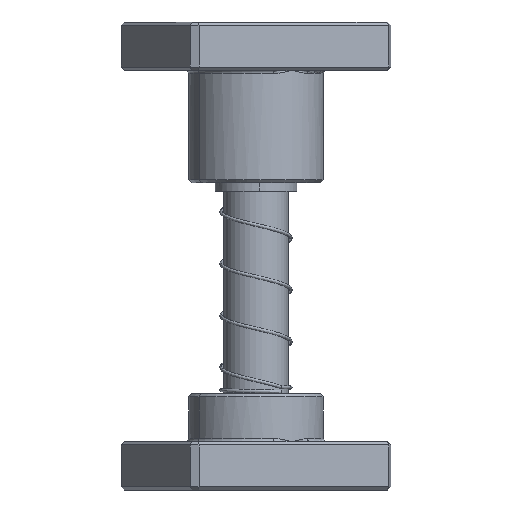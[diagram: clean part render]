
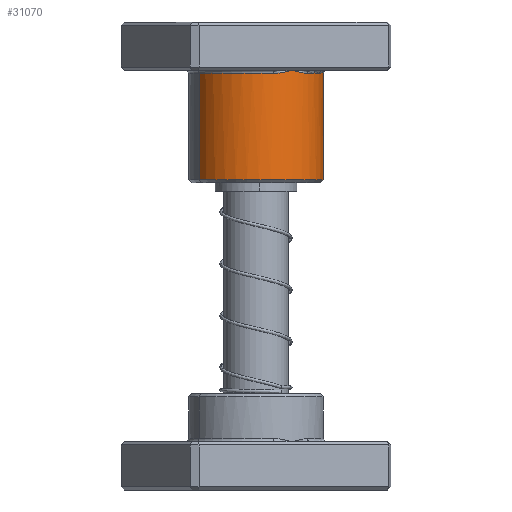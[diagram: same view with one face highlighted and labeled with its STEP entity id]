
A CAD part, front view. The second image highlights one B-rep face of the part: STEP entity #31070.
In plain terms, the highlighted cylindrical face has radius 21 mm (diameter 42 mm), a partial arc.
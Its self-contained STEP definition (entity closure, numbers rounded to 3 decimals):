
#421 = EDGE_CURVE ( 'NONE', #3831, #20652, #22759, .T. ) ;
#612 = CARTESIAN_POINT ( 'NONE',  ( -2.103, -20.901, 15.459 ) ) ;
#1054 = DIRECTION ( 'NONE',  ( 1., 0., 0. ) ) ;
#1752 = CARTESIAN_POINT ( 'NONE',  ( 0., 0., 16. ) ) ;
#1772 = CYLINDRICAL_SURFACE ( 'NONE', #18206, 21. ) ;
#2567 = CARTESIAN_POINT ( 'NONE',  ( 0., -21., 15. ) ) ;
#2797 = CARTESIAN_POINT ( 'NONE',  ( 3.67, -20.684, 15.754 ) ) ;
#3325 = CARTESIAN_POINT ( 'NONE',  ( -1.052, -20.975, 15.234 ) ) ;
#3831 = VERTEX_POINT ( 'NONE', #33994 ) ;
#4464 = DIRECTION ( 'NONE',  ( 1., 0., 0. ) ) ;
#4484 = VECTOR ( 'NONE', #5976, 1000. ) ;
#5097 = VERTEX_POINT ( 'NONE', #16620 ) ;
#5163 = ORIENTED_EDGE ( 'NONE', *, *, #16848, .T. ) ;
#5497 = CARTESIAN_POINT ( 'NONE',  ( 5.225, -20.347, 15.959 ) ) ;
#5901 = CARTESIAN_POINT ( 'NONE',  ( -5.741, -20.207, 16. ) ) ;
#5976 = DIRECTION ( 'NONE',  ( 0., 0., -1. ) ) ;
#6007 = CARTESIAN_POINT ( 'NONE',  ( -0.261, -21., 15.058 ) ) ;
#6263 = DIRECTION ( 'NONE',  ( 0., 0., -1. ) ) ;
#6489 = CARTESIAN_POINT ( 'NONE',  ( -21., 0., 50. ) ) ;
#6901 = AXIS2_PLACEMENT_3D ( 'NONE', #11913, #30897, #14628 ) ;
#7059 = AXIS2_PLACEMENT_3D ( 'NONE', #33475, #17176, #1054 ) ;
#7297 = ORIENTED_EDGE ( 'NONE', *, *, #17721, .T. ) ;
#7534 = VERTEX_POINT ( 'NONE', #16249 ) ;
#8061 = B_SPLINE_CURVE_WITH_KNOTS ( 'NONE', 3,
 ( #24810, #5901, #30286, #14033, #33023, #16753, #612, #19495, #3325, #22202, #6007, #24935 ),
 .UNSPECIFIED., .F., .F.,
 ( 4, 2, 2, 2, 2, 4 ),
 ( 0., 0.002, 0.003, 0.005, 0.006, 0.006 ),
 .UNSPECIFIED. ) ;
#8150 = VERTEX_POINT ( 'NONE', #19534 ) ;
#8196 = CARTESIAN_POINT ( 'NONE',  ( 6.259, -20.045, 16. ) ) ;
#11913 = CARTESIAN_POINT ( 'NONE',  ( 0., 0., 16. ) ) ;
#12035 = CARTESIAN_POINT ( 'NONE',  ( 0., -21., 15. ) ) ;
#12072 = DIRECTION ( 'NONE',  ( 0., 0., -1. ) ) ;
#13354 = CIRCLE ( 'NONE', #21211, 21. ) ;
#13572 = VERTEX_POINT ( 'NONE', #24506 ) ;
#14033 = CARTESIAN_POINT ( 'NONE',  ( -4.189, -20.585, 15.837 ) ) ;
#14423 = CIRCLE ( 'NONE', #6901, 21. ) ;
#14628 = DIRECTION ( 'NONE',  ( 1., 0., 0. ) ) ;
#15572 = VECTOR ( 'NONE', #6263, 1000. ) ;
#16123 = FACE_OUTER_BOUND ( 'NONE', #33943, .T. ) ;
#16249 = CARTESIAN_POINT ( 'NONE',  ( -6.259, -20.045, 16. ) ) ;
#16620 = CARTESIAN_POINT ( 'NONE',  ( 21., 0., 49. ) ) ;
#16753 = CARTESIAN_POINT ( 'NONE',  ( -2.627, -20.842, 15.566 ) ) ;
#16848 = EDGE_CURVE ( 'NONE', #20334, #8150, #32121, .T. ) ;
#17176 = DIRECTION ( 'NONE',  ( 0., 0., -1. ) ) ;
#17264 = CARTESIAN_POINT ( 'NONE',  ( 0., 0., 50. ) ) ;
#17721 = EDGE_CURVE ( 'NONE', #7534, #20334, #8061, .T. ) ;
#17769 = EDGE_CURVE ( 'NONE', #8150, #13572, #14423, .T. ) ;
#18206 = AXIS2_PLACEMENT_3D ( 'NONE', #17264, #12072, #31057 ) ;
#18976 = CARTESIAN_POINT ( 'NONE',  ( 2.106, -20.921, 15.471 ) ) ;
#19370 = ORIENTED_EDGE ( 'NONE', *, *, #29234, .F. ) ;
#19395 = EDGE_CURVE ( 'NONE', #20652, #7534, #13354, .T. ) ;
#19495 = CARTESIAN_POINT ( 'NONE',  ( -1.314, -20.96, 15.291 ) ) ;
#19534 = CARTESIAN_POINT ( 'NONE',  ( 6.259, -20.045, 16. ) ) ;
#20334 = VERTEX_POINT ( 'NONE', #12035 ) ;
#20634 = DIRECTION ( 'NONE',  ( 0., 0., 1. ) ) ;
#20652 = VERTEX_POINT ( 'NONE', #21695 ) ;
#21211 = AXIS2_PLACEMENT_3D ( 'NONE', #1752, #20634, #4464 ) ;
#21673 = CARTESIAN_POINT ( 'NONE',  ( 4.189, -20.585, 15.837 ) ) ;
#21695 = CARTESIAN_POINT ( 'NONE',  ( -21., 0., 16. ) ) ;
#22202 = CARTESIAN_POINT ( 'NONE',  ( -0.526, -20.995, 15.117 ) ) ;
#22722 = ORIENTED_EDGE ( 'NONE', *, *, #17769, .T. ) ;
#22759 = LINE ( 'NONE', #6489, #15572 ) ;
#23905 = EDGE_CURVE ( 'NONE', #5097, #3831, #24409, .T. ) ;
#24409 = CIRCLE ( 'NONE', #7059, 21. ) ;
#24411 = CARTESIAN_POINT ( 'NONE',  ( 5.741, -20.207, 16. ) ) ;
#24506 = CARTESIAN_POINT ( 'NONE',  ( 21., 0., 16. ) ) ;
#24810 = CARTESIAN_POINT ( 'NONE',  ( -6.259, -20.045, 16. ) ) ;
#24935 = CARTESIAN_POINT ( 'NONE',  ( 0., -21., 15. ) ) ;
#25839 = ORIENTED_EDGE ( 'NONE', *, *, #19395, .T. ) ;
#26677 = ORIENTED_EDGE ( 'NONE', *, *, #23905, .T. ) ;
#26811 = CARTESIAN_POINT ( 'NONE',  ( 1.052, -21., 15.235 ) ) ;
#29234 = EDGE_CURVE ( 'NONE', #5097, #13572, #33280, .T. ) ;
#30286 = CARTESIAN_POINT ( 'NONE',  ( -5.225, -20.347, 15.959 ) ) ;
#30897 = DIRECTION ( 'NONE',  ( 0., 0., 1. ) ) ;
#31057 = DIRECTION ( 'NONE',  ( -1., 0., 0. ) ) ;
#31070 = ADVANCED_FACE ( 'NONE', ( #16123 ), #1772, .T. ) ;
#31176 = ORIENTED_EDGE ( 'NONE', *, *, #421, .T. ) ;
#32121 = B_SPLINE_CURVE_WITH_KNOTS ( 'NONE', 3,
 ( #2567, #26811, #18976, #2797, #21673, #5497, #24411, #8196 ),
 .UNSPECIFIED., .F., .F.,
 ( 4, 2, 2, 4 ),
 ( 0., 0.003, 0.005, 0.006 ),
 .UNSPECIFIED. ) ;
#33023 = CARTESIAN_POINT ( 'NONE',  ( -3.67, -20.684, 15.754 ) ) ;
#33105 = CARTESIAN_POINT ( 'NONE',  ( 21., 0., 50. ) ) ;
#33280 = LINE ( 'NONE', #33105, #4484 ) ;
#33475 = CARTESIAN_POINT ( 'NONE',  ( 0., 0., 49. ) ) ;
#33943 = EDGE_LOOP ( 'NONE', ( #19370, #26677, #31176, #25839, #7297, #5163, #22722 ) ) ;
#33994 = CARTESIAN_POINT ( 'NONE',  ( -21., 0., 49. ) ) ;
